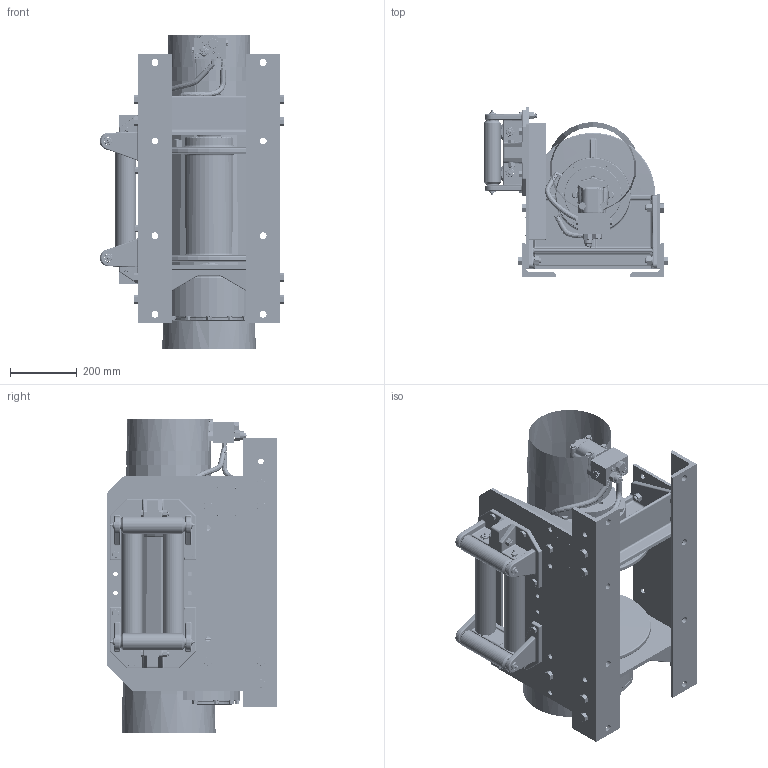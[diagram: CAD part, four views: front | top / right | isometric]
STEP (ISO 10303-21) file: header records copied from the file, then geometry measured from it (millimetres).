
FILE_DESCRIPTION((''),'2;1');
FILE_NAME('TWG-TEMP','2020-10-18T23:16:05',('Administrator'),(''),'CREO PARAMETRIC BY PTC INC, 2019030','CREO PARAMETRIC BY PTC INC, 2019030','');
FILE_SCHEMA(('AUTOMOTIVE_DESIGN { 1 0 10303 214 1 1 1 1 }'));
Products named in the file (1): TWG-TEMP
Bounding box: 551.97 x 508 x 938.91 mm (x, y, z)
Volume: 10316.4 mm3; surface area: 4855312 mm2
Topology: 1 solids, 305 shells, 3693 faces, 11750 edges, 8109 vertices
Faces by surface type: plane 1280, cylinder 1020, torus 630, cone 381, bspline 272, sphere 84, extrusion 26
Entity records: 207363 total; most frequent: CARTESIAN_POINT 85382, ORIENTED_EDGE 19135, DIRECTION 18051, EDGE_CURVE 11622, VERTEX_POINT 8110, AXIS2_PLACEMENT_3D 6609, VECTOR 4830, LINE 4804
